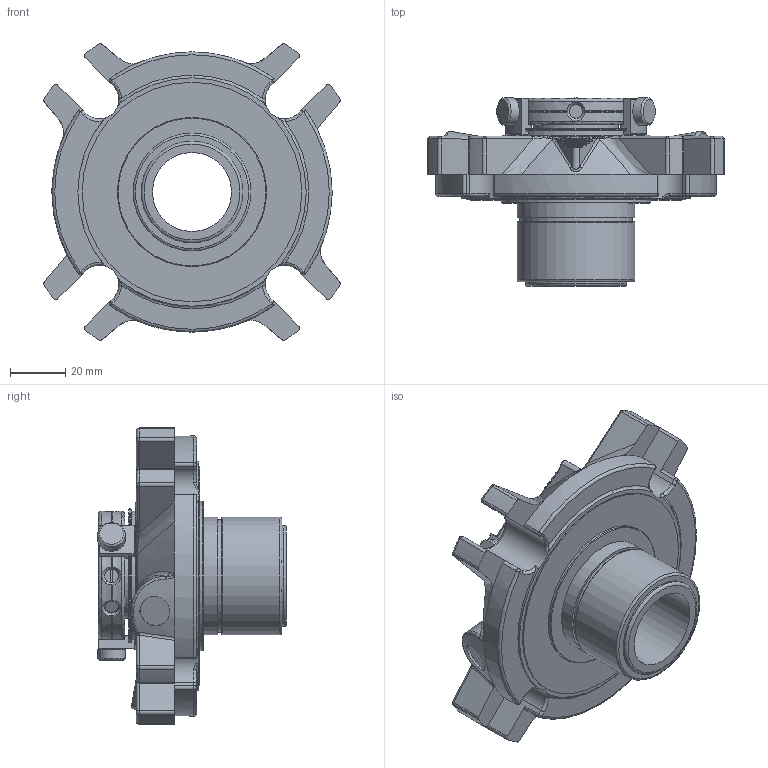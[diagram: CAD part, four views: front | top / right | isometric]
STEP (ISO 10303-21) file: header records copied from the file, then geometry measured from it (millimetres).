
FILE_DESCRIPTION(/* description */ ('Unknown'),/* implementation_level */ '2;1');
FILE_NAME(/* name */ '1.125 CSSN ANSI SEAL ARRANGEMENT',/* time_stamp */ '2023-05-19T10:00:42+01:00',/* author */ ('Unknown'),/* organization */ ('Unknown'),/* preprocessor_version */ 'ST-DEVELOPER v18.102',/* originating_system */ 'Solid Edge',/* authorisation */ 'Unknown');
FILE_SCHEMA (('AUTOMOTIVE_DESIGN {1 0 10303 214 3 1 1}'));
Length unit declared in the file: millimetre
Products named in the file (1): 1.125
Bounding box: 107.25 x 68.2 x 107.25 mm (x, y, z)
Volume: 198257.8 mm3; surface area: 42354.2 mm2
Topology: 1 solids, 1 shells, 607 faces, 1558 edges, 931 vertices
Faces by surface type: cylinder 205, plane 156, bspline 87, torus 72, cone 47, sphere 40
Full cylindrical faces by diameter (mm): 2.452 x1, 5 x5, 6 x3, 10 x3, 10.998 x3, 28.575 x1, 30.556 x1, 36.754 x1, 40.742 x1, 42.545 x1, 42.596 x1, 46.965 x3, 48.489 x1, 53.975 x1, 79.375 x1
Entity records: 23018 total; most frequent: CARTESIAN_POINT 5254, ORIENTED_EDGE 2820, DIRECTION 2811, EDGE_CURVE 1410, AXIS2_PLACEMENT_3D 1162, VERTEX_POINT 880, EDGE_LOOP 690, FACE_BOUND 690
